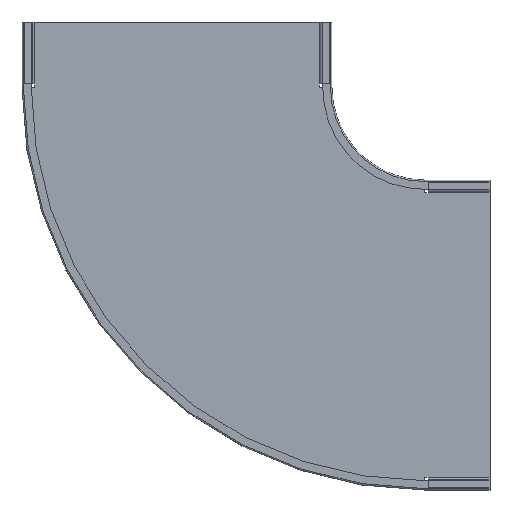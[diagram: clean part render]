
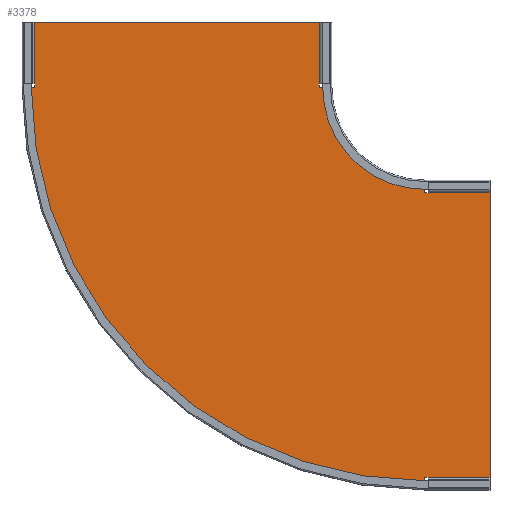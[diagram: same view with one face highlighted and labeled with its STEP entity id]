
A CAD part, front view. The second image highlights one B-rep face of the part: STEP entity #3378.
In plain terms, the highlighted planar face has unit normal (0, -1, 0).
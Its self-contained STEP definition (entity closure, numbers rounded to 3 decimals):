
#2045=DIRECTION('',(0.,0.,-1.));
#2046=VECTOR('',#2045,100.);
#2047=CARTESIAN_POINT('',(-230.42,-1.5,0.));
#2048=LINE('',#2047,#2046);
#2157=DIRECTION('',(-1.,0.,0.));
#2158=VECTOR('',#2157,100.);
#2159=CARTESIAN_POINT('',(505.,-1.5,-274.58));
#2160=LINE('',#2159,#2158);
#2165=CARTESIAN_POINT('',(400.,-1.5,-105.));
#2166=DIRECTION('',(0.,-1.,0.));
#2167=DIRECTION('',(-1.,0.,0.));
#2168=AXIS2_PLACEMENT_3D('',#2165,#2166,#2167);
#2170=DIRECTION('',(-1.,0.,0.));
#2171=VECTOR('',#2170,18.);
#2172=CARTESIAN_POINT('',(-229.5,-1.5,-105.));
#2173=LINE('',#2172,#2171);
#2174=DIRECTION('',(0.,0.,-1.));
#2175=VECTOR('',#2174,5.);
#2176=CARTESIAN_POINT('',(-229.5,-1.5,-100.));
#2177=LINE('',#2176,#2175);
#2178=DIRECTION('',(1.,0.,0.));
#2179=VECTOR('',#2178,0.92);
#2180=CARTESIAN_POINT('',(-230.42,-1.5,-100.));
#2181=LINE('',#2180,#2179);
#2182=DIRECTION('',(-1.,0.,0.));
#2183=VECTOR('',#2182,460.84);
#2184=CARTESIAN_POINT('',(230.42,-1.5,0.));
#2185=LINE('',#2184,#2183);
#2186=DIRECTION('',(1.,0.,0.));
#2187=VECTOR('',#2186,0.92);
#2188=CARTESIAN_POINT('',(229.5,-1.5,-100.));
#2189=LINE('',#2188,#2187);
#2190=DIRECTION('',(0.,0.,1.));
#2191=VECTOR('',#2190,5.);
#2192=CARTESIAN_POINT('',(229.5,-1.5,-105.));
#2193=LINE('',#2192,#2191);
#2194=DIRECTION('',(-1.,0.,0.));
#2195=VECTOR('',#2194,18.);
#2196=CARTESIAN_POINT('',(247.5,-1.5,-105.));
#2197=LINE('',#2196,#2195);
#2198=CARTESIAN_POINT('',(400.,-1.5,-105.));
#2199=DIRECTION('',(0.,1.,0.));
#2200=DIRECTION('',(0.,0.,-1.));
#2201=AXIS2_PLACEMENT_3D('',#2198,#2199,#2200);
#2203=DIRECTION('',(1.,0.,0.));
#2204=VECTOR('',#2203,100.);
#2205=CARTESIAN_POINT('',(405.,-1.5,-735.42));
#2206=LINE('',#2205,#2204);
#2355=DIRECTION('',(0.,0.,1.));
#2356=VECTOR('',#2355,0.92);
#2357=CARTESIAN_POINT('',(405.,-1.5,-735.42));
#2358=LINE('',#2357,#2356);
#2359=DIRECTION('',(-1.,0.,0.));
#2360=VECTOR('',#2359,5.);
#2361=CARTESIAN_POINT('',(405.,-1.5,-734.5));
#2362=LINE('',#2361,#2360);
#2367=DIRECTION('',(0.,0.,-1.));
#2368=VECTOR('',#2367,18.);
#2369=CARTESIAN_POINT('',(400.,-1.5,-734.5));
#2370=LINE('',#2369,#2368);
#2407=DIRECTION('',(0.,0.,-1.));
#2408=VECTOR('',#2407,460.84);
#2409=CARTESIAN_POINT('',(505.,-1.5,-274.58));
#2410=LINE('',#2409,#2408);
#2627=DIRECTION('',(0.,0.,-1.));
#2628=VECTOR('',#2627,18.);
#2629=CARTESIAN_POINT('',(400.,-1.5,-257.5));
#2630=LINE('',#2629,#2628);
#2631=DIRECTION('',(1.,0.,0.));
#2632=VECTOR('',#2631,5.);
#2633=CARTESIAN_POINT('',(400.,-1.5,-275.5));
#2634=LINE('',#2633,#2632);
#2643=DIRECTION('',(0.,0.,1.));
#2644=VECTOR('',#2643,0.92);
#2645=CARTESIAN_POINT('',(405.,-1.5,-275.5));
#2646=LINE('',#2645,#2644);
#2695=DIRECTION('',(0.,0.,1.));
#2696=VECTOR('',#2695,100.);
#2697=CARTESIAN_POINT('',(230.42,-1.5,-100.));
#2698=LINE('',#2697,#2696);
#2728=CARTESIAN_POINT('',(229.5,-1.5,-100.));
#2730=VERTEX_POINT('',#2728);
#2732=CARTESIAN_POINT('',(229.5,-1.5,-105.));
#2734=VERTEX_POINT('',#2732);
#2736=CARTESIAN_POINT('',(247.5,-1.5,-105.));
#2738=VERTEX_POINT('',#2736);
#2739=CARTESIAN_POINT('',(400.,-1.5,-257.5));
#2741=VERTEX_POINT('',#2739);
#2744=CARTESIAN_POINT('',(400.,-1.5,-752.5));
#2746=VERTEX_POINT('',#2744);
#2747=CARTESIAN_POINT('',(-247.5,-1.5,-105.));
#2749=VERTEX_POINT('',#2747);
#2752=CARTESIAN_POINT('',(-229.5,-1.5,-105.));
#2754=VERTEX_POINT('',#2752);
#2755=CARTESIAN_POINT('',(-229.5,-1.5,-100.));
#2756=VERTEX_POINT('',#2755);
#2757=CARTESIAN_POINT('',(-230.42,-1.5,-100.));
#2758=VERTEX_POINT('',#2757);
#2759=CARTESIAN_POINT('',(230.42,-1.5,-100.));
#2761=VERTEX_POINT('',#2759);
#2764=CARTESIAN_POINT('',(-230.42,-1.5,0.));
#2766=VERTEX_POINT('',#2764);
#2768=CARTESIAN_POINT('',(230.42,-1.5,0.));
#2770=VERTEX_POINT('',#2768);
#2799=CARTESIAN_POINT('',(400.,-1.5,-275.5));
#2800=VERTEX_POINT('',#2799);
#2801=CARTESIAN_POINT('',(405.,-1.5,-275.5));
#2802=VERTEX_POINT('',#2801);
#2803=CARTESIAN_POINT('',(405.,-1.5,-274.58));
#2804=VERTEX_POINT('',#2803);
#2809=CARTESIAN_POINT('',(505.,-1.5,-274.58));
#2810=CARTESIAN_POINT('',(505.,-1.5,-735.42));
#2811=VERTEX_POINT('',#2809);
#2812=VERTEX_POINT('',#2810);
#2850=CARTESIAN_POINT('',(400.,-1.5,-734.5));
#2852=VERTEX_POINT('',#2850);
#2854=CARTESIAN_POINT('',(405.,-1.5,-734.5));
#2856=VERTEX_POINT('',#2854);
#2857=CARTESIAN_POINT('',(405.,-1.5,-735.42));
#2859=VERTEX_POINT('',#2857);
#3333=CARTESIAN_POINT('',(400.,-1.5,-105.));
#3334=DIRECTION('',(0.,-1.,0.));
#3335=DIRECTION('',(0.,0.,-1.));
#3336=AXIS2_PLACEMENT_3D('',#3333,#3334,#3335);
#3337=PLANE('',#3336);
#3339=ORIENTED_EDGE('',*,*,#3338,.F.);
#3341=ORIENTED_EDGE('',*,*,#3340,.T.);
#3343=ORIENTED_EDGE('',*,*,#3342,.T.);
#3345=ORIENTED_EDGE('',*,*,#3344,.T.);
#3347=ORIENTED_EDGE('',*,*,#3346,.F.);
#3349=ORIENTED_EDGE('',*,*,#3348,.F.);
#3351=ORIENTED_EDGE('',*,*,#3350,.F.);
#3353=ORIENTED_EDGE('',*,*,#3352,.F.);
#3354=ORIENTED_EDGE('',*,*,#3117,.F.);
#3356=ORIENTED_EDGE('',*,*,#3355,.F.);
#3358=ORIENTED_EDGE('',*,*,#3357,.F.);
#3360=ORIENTED_EDGE('',*,*,#3359,.F.);
#3362=ORIENTED_EDGE('',*,*,#3361,.F.);
#3364=ORIENTED_EDGE('',*,*,#3363,.F.);
#3366=ORIENTED_EDGE('',*,*,#3365,.F.);
#3368=ORIENTED_EDGE('',*,*,#3367,.T.);
#3370=ORIENTED_EDGE('',*,*,#3369,.T.);
#3372=ORIENTED_EDGE('',*,*,#3371,.T.);
#3373=ORIENTED_EDGE('',*,*,#3323,.F.);
#3375=ORIENTED_EDGE('',*,*,#3374,.T.);
#3376=EDGE_LOOP('',(#3339,#3341,#3343,#3345,#3347,#3349,#3351,#3353,#3354,#3356,
#3358,#3360,#3362,#3364,#3366,#3368,#3370,#3372,#3373,#3375));
#3377=FACE_OUTER_BOUND('',#3376,.F.);
#3378=ADVANCED_FACE('',(#3377),#3337,.T.);
#2169=CIRCLE('',#2168,647.5);
#2202=CIRCLE('',#2201,152.5);
#3117=EDGE_CURVE('',#2766,#2758,#2048,.T.);
#3323=EDGE_CURVE('',#2811,#2804,#2160,.T.);
#3338=EDGE_CURVE('',#2859,#2812,#2206,.T.);
#3340=EDGE_CURVE('',#2859,#2856,#2358,.T.);
#3342=EDGE_CURVE('',#2856,#2852,#2362,.T.);
#3344=EDGE_CURVE('',#2852,#2746,#2370,.T.);
#3346=EDGE_CURVE('',#2749,#2746,#2169,.T.);
#3348=EDGE_CURVE('',#2754,#2749,#2173,.T.);
#3350=EDGE_CURVE('',#2756,#2754,#2177,.T.);
#3352=EDGE_CURVE('',#2758,#2756,#2181,.T.);
#3355=EDGE_CURVE('',#2770,#2766,#2185,.T.);
#3357=EDGE_CURVE('',#2761,#2770,#2698,.T.);
#3359=EDGE_CURVE('',#2730,#2761,#2189,.T.);
#3361=EDGE_CURVE('',#2734,#2730,#2193,.T.);
#3363=EDGE_CURVE('',#2738,#2734,#2197,.T.);
#3365=EDGE_CURVE('',#2741,#2738,#2202,.T.);
#3367=EDGE_CURVE('',#2741,#2800,#2630,.T.);
#3369=EDGE_CURVE('',#2800,#2802,#2634,.T.);
#3371=EDGE_CURVE('',#2802,#2804,#2646,.T.);
#3374=EDGE_CURVE('',#2811,#2812,#2410,.T.);
